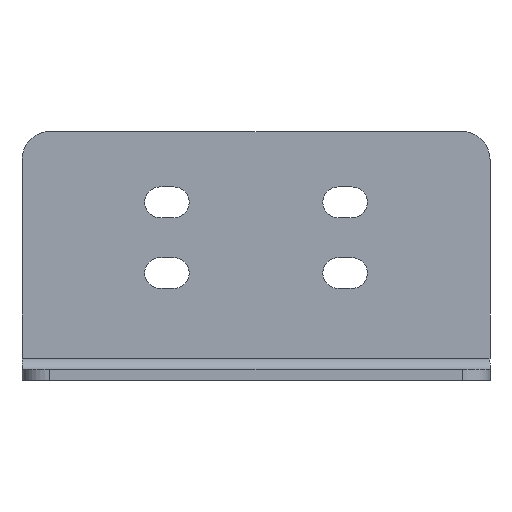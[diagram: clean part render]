
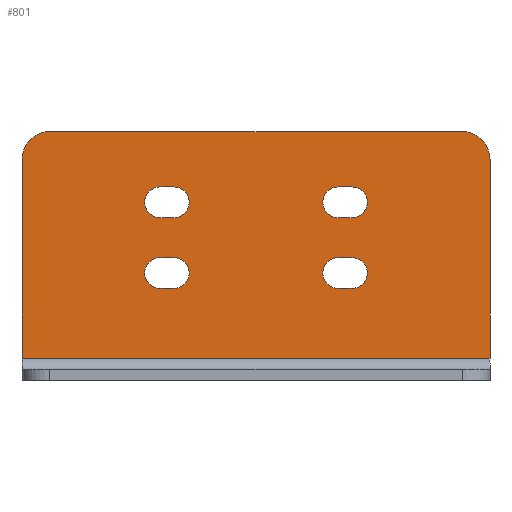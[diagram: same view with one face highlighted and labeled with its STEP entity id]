
A CAD part, front view. The second image highlights one B-rep face of the part: STEP entity #801.
In plain terms, the highlighted planar face has unit normal (0, -1, 0).
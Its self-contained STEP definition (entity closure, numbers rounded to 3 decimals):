
#19=FACE_BOUND('',#132,.T.);
#20=FACE_BOUND('',#133,.T.);
#21=FACE_BOUND('',#134,.T.);
#22=FACE_BOUND('',#135,.T.);
#85=FACE_OUTER_BOUND('',#131,.T.);
#131=EDGE_LOOP('',(#693,#694,#695,#696,#697,#698));
#132=EDGE_LOOP('',(#699,#700,#701,#702));
#133=EDGE_LOOP('',(#703,#704,#705,#706));
#134=EDGE_LOOP('',(#707,#708,#709,#710));
#135=EDGE_LOOP('',(#711,#712,#713,#714));
#148=LINE('',#1159,#224);
#175=LINE('',#1240,#251);
#180=LINE('',#1254,#256);
#183=LINE('',#1264,#259);
#188=LINE('',#1278,#264);
#191=LINE('',#1288,#267);
#196=LINE('',#1302,#272);
#199=LINE('',#1312,#275);
#204=LINE('',#1326,#280);
#211=LINE('',#1347,#287);
#214=LINE('',#1356,#290);
#215=LINE('',#1358,#291);
#224=VECTOR('',#926,10.);
#251=VECTOR('',#1009,10.);
#256=VECTOR('',#1022,10.);
#259=VECTOR('',#1033,10.);
#264=VECTOR('',#1046,10.);
#267=VECTOR('',#1057,10.);
#272=VECTOR('',#1070,10.);
#275=VECTOR('',#1081,10.);
#280=VECTOR('',#1094,10.);
#287=VECTOR('',#1115,10.);
#290=VECTOR('',#1126,10.);
#291=VECTOR('',#1129,10.);
#309=CIRCLE('',#860,2.75);
#311=CIRCLE('',#864,2.75);
#313=CIRCLE('',#868,2.75);
#315=CIRCLE('',#872,2.75);
#317=CIRCLE('',#876,2.75);
#319=CIRCLE('',#880,2.75);
#321=CIRCLE('',#884,2.75);
#323=CIRCLE('',#888,2.75);
#325=CIRCLE('',#891,5.);
#327=CIRCLE('',#895,5.);
#331=VERTEX_POINT('',#1140);
#336=VERTEX_POINT('',#1151);
#361=VERTEX_POINT('',#1238);
#362=VERTEX_POINT('',#1239);
#365=VERTEX_POINT('',#1247);
#367=VERTEX_POINT('',#1253);
#369=VERTEX_POINT('',#1262);
#370=VERTEX_POINT('',#1263);
#373=VERTEX_POINT('',#1271);
#375=VERTEX_POINT('',#1277);
#377=VERTEX_POINT('',#1286);
#378=VERTEX_POINT('',#1287);
#381=VERTEX_POINT('',#1295);
#383=VERTEX_POINT('',#1301);
#385=VERTEX_POINT('',#1310);
#386=VERTEX_POINT('',#1311);
#389=VERTEX_POINT('',#1319);
#391=VERTEX_POINT('',#1325);
#393=VERTEX_POINT('',#1334);
#394=VERTEX_POINT('',#1335);
#398=VERTEX_POINT('',#1344);
#399=VERTEX_POINT('',#1349);
#412=EDGE_CURVE('',#336,#331,#148,.T.);
#451=EDGE_CURVE('',#361,#362,#175,.T.);
#455=EDGE_CURVE('',#362,#365,#309,.T.);
#458=EDGE_CURVE('',#365,#367,#180,.T.);
#461=EDGE_CURVE('',#367,#361,#311,.T.);
#463=EDGE_CURVE('',#369,#370,#183,.T.);
#467=EDGE_CURVE('',#370,#373,#313,.T.);
#470=EDGE_CURVE('',#373,#375,#188,.T.);
#473=EDGE_CURVE('',#375,#369,#315,.T.);
#475=EDGE_CURVE('',#377,#378,#191,.T.);
#479=EDGE_CURVE('',#378,#381,#317,.T.);
#482=EDGE_CURVE('',#381,#383,#196,.T.);
#485=EDGE_CURVE('',#383,#377,#319,.T.);
#487=EDGE_CURVE('',#385,#386,#199,.T.);
#491=EDGE_CURVE('',#386,#389,#321,.T.);
#494=EDGE_CURVE('',#389,#391,#204,.T.);
#497=EDGE_CURVE('',#391,#385,#323,.T.);
#499=EDGE_CURVE('',#393,#394,#325,.T.);
#505=EDGE_CURVE('',#398,#394,#211,.T.);
#506=EDGE_CURVE('',#398,#399,#327,.T.);
#510=EDGE_CURVE('',#331,#399,#214,.T.);
#511=EDGE_CURVE('',#393,#336,#215,.T.);
#693=ORIENTED_EDGE('',*,*,#412,.T.);
#694=ORIENTED_EDGE('',*,*,#510,.T.);
#695=ORIENTED_EDGE('',*,*,#506,.F.);
#696=ORIENTED_EDGE('',*,*,#505,.T.);
#697=ORIENTED_EDGE('',*,*,#499,.F.);
#698=ORIENTED_EDGE('',*,*,#511,.T.);
#699=ORIENTED_EDGE('',*,*,#497,.T.);
#700=ORIENTED_EDGE('',*,*,#487,.T.);
#701=ORIENTED_EDGE('',*,*,#491,.T.);
#702=ORIENTED_EDGE('',*,*,#494,.T.);
#703=ORIENTED_EDGE('',*,*,#485,.T.);
#704=ORIENTED_EDGE('',*,*,#475,.T.);
#705=ORIENTED_EDGE('',*,*,#479,.T.);
#706=ORIENTED_EDGE('',*,*,#482,.T.);
#707=ORIENTED_EDGE('',*,*,#473,.T.);
#708=ORIENTED_EDGE('',*,*,#463,.T.);
#709=ORIENTED_EDGE('',*,*,#467,.T.);
#710=ORIENTED_EDGE('',*,*,#470,.T.);
#711=ORIENTED_EDGE('',*,*,#461,.T.);
#712=ORIENTED_EDGE('',*,*,#451,.T.);
#713=ORIENTED_EDGE('',*,*,#455,.T.);
#714=ORIENTED_EDGE('',*,*,#458,.T.);
#759=PLANE('',#899);
#801=ADVANCED_FACE('',(#85,#19,#20,#21,#22),#759,.T.);
#860=AXIS2_PLACEMENT_3D('',#1248,#1015,#1016);
#864=AXIS2_PLACEMENT_3D('',#1259,#1027,#1028);
#868=AXIS2_PLACEMENT_3D('',#1272,#1039,#1040);
#872=AXIS2_PLACEMENT_3D('',#1283,#1051,#1052);
#876=AXIS2_PLACEMENT_3D('',#1296,#1063,#1064);
#880=AXIS2_PLACEMENT_3D('',#1307,#1075,#1076);
#884=AXIS2_PLACEMENT_3D('',#1320,#1087,#1088);
#888=AXIS2_PLACEMENT_3D('',#1331,#1099,#1100);
#891=AXIS2_PLACEMENT_3D('',#1336,#1105,#1106);
#895=AXIS2_PLACEMENT_3D('',#1350,#1118,#1119);
#899=AXIS2_PLACEMENT_3D('',#1360,#1131,#1132);
#926=DIRECTION('',(1.,0.,0.));
#1009=DIRECTION('',(-1.,0.,0.));
#1015=DIRECTION('center_axis',(0.,1.,0.));
#1016=DIRECTION('ref_axis',(0.,0.,
1.));
#1022=DIRECTION('',(1.,0.,0.));
#1027=DIRECTION('center_axis',(0.,1.,0.));
#1028=DIRECTION('ref_axis',(0.,0.,
-1.));
#1033=DIRECTION('',(1.,0.,0.));
#1039=DIRECTION('center_axis',(0.,1.,0.));
#1040=DIRECTION('ref_axis',(0.,0.,
1.));
#1046=DIRECTION('',(-1.,0.,0.));
#1051=DIRECTION('center_axis',(0.,1.,0.));
#1052=DIRECTION('ref_axis',(0.,0.,
-1.));
#1057=DIRECTION('',(-1.,0.,0.));
#1063=DIRECTION('center_axis',(0.,1.,0.));
#1064=DIRECTION('ref_axis',(0.,0.,
1.));
#1070=DIRECTION('',(1.,0.,0.));
#1075=DIRECTION('center_axis',(0.,1.,0.));
#1076=DIRECTION('ref_axis',(0.,0.,
-1.));
#1081=DIRECTION('',(1.,0.,0.));
#1087=DIRECTION('center_axis',(0.,1.,0.));
#1088=DIRECTION('ref_axis',(0.,0.,
1.));
#1094=DIRECTION('',(-1.,0.,0.));
#1099=DIRECTION('center_axis',(0.,1.,0.));
#1100=DIRECTION('ref_axis',(0.,0.,
-1.));
#1105=DIRECTION('center_axis',(0.,1.,0.));
#1106=DIRECTION('ref_axis',(-0.707,0.,0.707));
#1115=DIRECTION('',(-1.,0.,0.));
#1118=DIRECTION('center_axis',(0.,1.,0.));
#1119=DIRECTION('ref_axis',(0.707,0.,0.707));
#1126=DIRECTION('',(0.,0.,1.));
#1129=DIRECTION('',(0.,0.,-1.));
#1131=DIRECTION('center_axis',(0.,-1.,0.));
#1132=DIRECTION('ref_axis',(1.,0.,0.));
#1140=CARTESIAN_POINT('',(84.,33.,4.));
#1151=CARTESIAN_POINT('',(0.,33.,4.));
#1159=CARTESIAN_POINT('',(63.,33.,4.));
#1238=CARTESIAN_POINT('',(27.25,33.,29.226));
#1239=CARTESIAN_POINT('',(24.75,33.,29.226));
#1240=CARTESIAN_POINT('',(34.625,33.,29.226));
#1247=CARTESIAN_POINT('',(24.75,33.,34.726));
#1248=CARTESIAN_POINT('Origin',(24.75,33.,31.976));
#1253=CARTESIAN_POINT('',(27.25,33.,34.726));
#1254=CARTESIAN_POINT('',(33.375,33.,34.726));
#1259=CARTESIAN_POINT('Origin',(27.25,33.,31.976));
#1262=CARTESIAN_POINT('',(56.75,33.,34.726));
#1263=CARTESIAN_POINT('',(59.217,33.,34.726));
#1264=CARTESIAN_POINT('',(49.375,33.,34.726));
#1271=CARTESIAN_POINT('',(59.25,33.,29.226));
#1272=CARTESIAN_POINT('Origin',(59.25,33.,31.976));
#1277=CARTESIAN_POINT('',(56.75,33.,29.226));
#1278=CARTESIAN_POINT('',(50.625,33.,29.226));
#1283=CARTESIAN_POINT('Origin',(56.75,33.,31.976));
#1286=CARTESIAN_POINT('',(27.25,33.,16.526));
#1287=CARTESIAN_POINT('',(24.75,33.,16.526));
#1288=CARTESIAN_POINT('',(34.625,33.,16.526));
#1295=CARTESIAN_POINT('',(24.75,33.,22.026));
#1296=CARTESIAN_POINT('Origin',(24.75,33.,19.276));
#1301=CARTESIAN_POINT('',(27.25,33.,22.026));
#1302=CARTESIAN_POINT('',(33.375,33.,22.026));
#1307=CARTESIAN_POINT('Origin',(27.25,33.,19.276));
#1310=CARTESIAN_POINT('',(56.75,33.,22.026));
#1311=CARTESIAN_POINT('',(59.217,33.,22.026));
#1312=CARTESIAN_POINT('',(49.375,33.,22.026));
#1319=CARTESIAN_POINT('',(59.25,33.,16.526));
#1320=CARTESIAN_POINT('Origin',(59.25,33.,19.276));
#1325=CARTESIAN_POINT('',(56.75,33.,16.526));
#1326=CARTESIAN_POINT('',(50.625,33.,16.526));
#1331=CARTESIAN_POINT('Origin',(56.75,33.,19.276));
#1334=CARTESIAN_POINT('',(0.,33.,39.676));
#1335=CARTESIAN_POINT('',(5.,33.,44.676));
#1336=CARTESIAN_POINT('Origin',(5.,33.,39.676));
#1344=CARTESIAN_POINT('',(79.,33.,44.676));
#1347=CARTESIAN_POINT('',(84.,33.,44.676));
#1349=CARTESIAN_POINT('',(84.,33.,39.676));
#1350=CARTESIAN_POINT('Origin',(79.,33.,39.676));
#1356=CARTESIAN_POINT('',(84.,33.,-31.524));
#1358=CARTESIAN_POINT('',(0.,33.,44.676));
#1360=CARTESIAN_POINT('Origin',(42.,33.,6.576));
